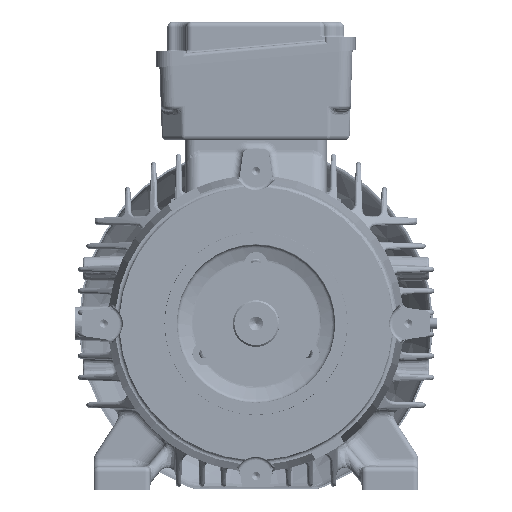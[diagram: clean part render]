
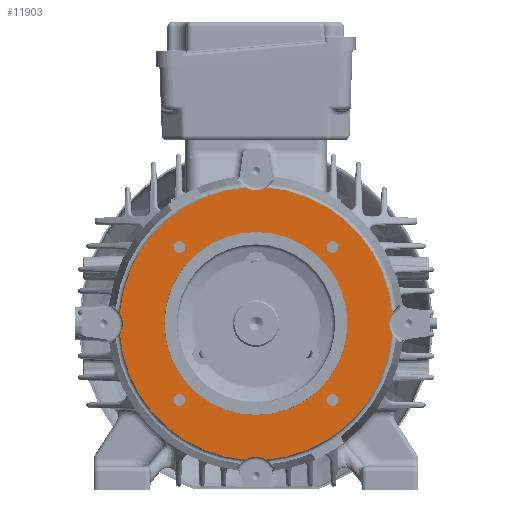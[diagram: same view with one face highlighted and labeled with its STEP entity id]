
A CAD part, left-side view. The second image highlights one B-rep face of the part: STEP entity #11903.
In plain terms, the highlighted planar face has unit normal (-1, 0, 0).
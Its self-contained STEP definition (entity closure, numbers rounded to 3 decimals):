
#11903 = ADVANCED_FACE( '', ( #25496, #25497, #25498, #25499, #25500, #25501 ), #25502, .T. );
#25496 = FACE_BOUND( '', #126298, .T. );
#25497 = FACE_BOUND( '', #126299, .T. );
#25498 = FACE_BOUND( '', #126300, .T. );
#25499 = FACE_BOUND( '', #126301, .T. );
#25500 = FACE_OUTER_BOUND( '', #126302, .T. );
#25501 = FACE_BOUND( '', #126303, .T. );
#25502 = PLANE( '', #126304 );
#126298 = EDGE_LOOP( '', ( #187328 ) );
#126299 = EDGE_LOOP( '', ( #187329 ) );
#126300 = EDGE_LOOP( '', ( #187330 ) );
#126301 = EDGE_LOOP( '', ( #187331 ) );
#126302 = EDGE_LOOP( '', ( #187332, #187333, #187334, #187335, #187336, #187337, #187338, #187339 ) );
#126303 = EDGE_LOOP( '', ( #187340 ) );
#126304 = AXIS2_PLACEMENT_3D( '', #187341, #187342, #187343 );
#187328 = ORIENTED_EDGE( '', *, *, #212378, .F. );
#187329 = ORIENTED_EDGE( '', *, *, #201167, .F. );
#187330 = ORIENTED_EDGE( '', *, *, #210583, .F. );
#187331 = ORIENTED_EDGE( '', *, *, #207802, .F. );
#187332 = ORIENTED_EDGE( '', *, *, #206767, .T. );
#187333 = ORIENTED_EDGE( '', *, *, #199339, .F. );
#187334 = ORIENTED_EDGE( '', *, *, #211608, .T. );
#187335 = ORIENTED_EDGE( '', *, *, #200168, .F. );
#187336 = ORIENTED_EDGE( '', *, *, #211842, .T. );
#187337 = ORIENTED_EDGE( '', *, *, #211814, .F. );
#187338 = ORIENTED_EDGE( '', *, *, #210135, .T. );
#187339 = ORIENTED_EDGE( '', *, *, #201619, .F. );
#187340 = ORIENTED_EDGE( '', *, *, #207192, .F. );
#187341 = CARTESIAN_POINT( '', ( -153.5, 0., 55. ) );
#187342 = DIRECTION( '', ( -1., 0., 0. ) );
#187343 = DIRECTION( '', ( 0., 0., -1. ) );
#199339 = EDGE_CURVE( '', #217297, #217299, #217300, .T. );
#200168 = EDGE_CURVE( '', #218723, #218725, #218726, .T. );
#201167 = EDGE_CURVE( '', #220388, #220388, #220389, .T. );
#201619 = EDGE_CURVE( '', #221130, #221132, #221133, .T. );
#206767 = EDGE_CURVE( '', #221130, #217299, #229022, .T. );
#207192 = EDGE_CURVE( '', #229615, #229615, #229616, .T. );
#207802 = EDGE_CURVE( '', #230452, #230452, #230453, .T. );
#210135 = EDGE_CURVE( '', #233463, #221132, #233464, .T. );
#210583 = EDGE_CURVE( '', #234004, #234004, #234005, .T. );
#211608 = EDGE_CURVE( '', #217297, #218725, #235232, .T. );
#211814 = EDGE_CURVE( '', #233463, #235463, #235464, .T. );
#211842 = EDGE_CURVE( '', #218723, #235463, #235495, .T. );
#212378 = EDGE_CURVE( '', #236104, #236104, #236105, .T. );
#217297 = VERTEX_POINT( '', #242733 );
#217299 = VERTEX_POINT( '', #242736 );
#217300 = CIRCLE( '', #242737, 11.5 );
#218723 = VERTEX_POINT( '', #247743 );
#218725 = VERTEX_POINT( '', #247746 );
#218726 = CIRCLE( '', #247747, 11.5 );
#220388 = VERTEX_POINT( '', #254880 );
#220389 = CIRCLE( '', #254881, 3.493 );
#221130 = VERTEX_POINT( '', #258036 );
#221132 = VERTEX_POINT( '', #258039 );
#221133 = CIRCLE( '', #258040, 11.5 );
#229022 = CIRCLE( '', #293053, 82. );
#229615 = VERTEX_POINT( '', #295448 );
#229616 = CIRCLE( '', #295449, 55. );
#230452 = VERTEX_POINT( '', #298263 );
#230453 = CIRCLE( '', #298264, 3.493 );
#233463 = VERTEX_POINT( '', #310163 );
#233464 = CIRCLE( '', #310164, 82. );
#234004 = VERTEX_POINT( '', #312018 );
#234005 = CIRCLE( '', #312019, 3.493 );
#235232 = CIRCLE( '', #316891, 82. );
#235463 = VERTEX_POINT( '', #318294 );
#235464 = CIRCLE( '', #318295, 11.5 );
#235495 = CIRCLE( '', #318360, 82. );
#236104 = VERTEX_POINT( '', #320506 );
#236105 = CIRCLE( '', #320507, 3.493 );
#242733 = CARTESIAN_POINT( '', ( -153.5, 81.77, -6.131 ) );
#242736 = CARTESIAN_POINT( '', ( -153.5, 81.77, 6.131 ) );
#242737 = AXIS2_PLACEMENT_3D( '', #329275, #329276, #329277 );
#247743 = CARTESIAN_POINT( '', ( -153.5, -6.131, -81.77 ) );
#247746 = CARTESIAN_POINT( '', ( -153.5, 6.131, -81.77 ) );
#247747 = AXIS2_PLACEMENT_3D( '', #330300, #330301, #330302 );
#254880 = CARTESIAN_POINT( '', ( -153.5, 45.962, -49.454 ) );
#254881 = AXIS2_PLACEMENT_3D( '', #331477, #331478, #331479 );
#258036 = CARTESIAN_POINT( '', ( -153.5, 6.131, 81.77 ) );
#258039 = CARTESIAN_POINT( '', ( -153.5, -6.131, 81.77 ) );
#258040 = AXIS2_PLACEMENT_3D( '', #332020, #332021, #332022 );
#293053 = AXIS2_PLACEMENT_3D( '', #338071, #338072, #338073 );
#295448 = CARTESIAN_POINT( '', ( -153.5, 0., -55. ) );
#295449 = AXIS2_PLACEMENT_3D( '', #338535, #338536, #338537 );
#298263 = CARTESIAN_POINT( '', ( -153.5, -45.962, 42.469 ) );
#298264 = AXIS2_PLACEMENT_3D( '', #339204, #339205, #339206 );
#310163 = CARTESIAN_POINT( '', ( -153.5, -81.77, 6.131 ) );
#310164 = AXIS2_PLACEMENT_3D( '', #341782, #341783, #341784 );
#312018 = CARTESIAN_POINT( '', ( -153.5, -45.962, -49.454 ) );
#312019 = AXIS2_PLACEMENT_3D( '', #342261, #342262, #342263 );
#316891 = AXIS2_PLACEMENT_3D( '', #343238, #343239, #343240 );
#318294 = CARTESIAN_POINT( '', ( -153.5, -81.77, -6.131 ) );
#318295 = AXIS2_PLACEMENT_3D( '', #343417, #343418, #343419 );
#318360 = AXIS2_PLACEMENT_3D( '', #343440, #343441, #343442 );
#320506 = CARTESIAN_POINT( '', ( -153.5, 45.962, 42.469 ) );
#320507 = AXIS2_PLACEMENT_3D( '', #343914, #343915, #343916 );
#329275 = CARTESIAN_POINT( '', ( -153.5, 91.5, 0. ) );
#329276 = DIRECTION( '', ( -1., 0., 0. ) );
#329277 = DIRECTION( '', ( 0., 0., -1. ) );
#330300 = CARTESIAN_POINT( '', ( -153.5, 0., -91.5 ) );
#330301 = DIRECTION( '', ( -1., 0., 0. ) );
#330302 = DIRECTION( '', ( 0., 0., -1. ) );
#331477 = CARTESIAN_POINT( '', ( -153.5, 45.962, -45.962 ) );
#331478 = DIRECTION( '', ( -1., 0., 0. ) );
#331479 = DIRECTION( '', ( 0., 0., -1. ) );
#332020 = CARTESIAN_POINT( '', ( -153.5, 0., 91.5 ) );
#332021 = DIRECTION( '', ( -1., 0., 0. ) );
#332022 = DIRECTION( '', ( 0., 0., -1. ) );
#338071 = CARTESIAN_POINT( '', ( -153.5, 0., 0. ) );
#338072 = DIRECTION( '', ( -1., 0., 0. ) );
#338073 = DIRECTION( '', ( 0., 0., -1. ) );
#338535 = CARTESIAN_POINT( '', ( -153.5, 0., 0. ) );
#338536 = DIRECTION( '', ( -1., 0., 0. ) );
#338537 = DIRECTION( '', ( 0., 0., -1. ) );
#339204 = CARTESIAN_POINT( '', ( -153.5, -45.962, 45.962 ) );
#339205 = DIRECTION( '', ( -1., 0., 0. ) );
#339206 = DIRECTION( '', ( 0., 0., -1. ) );
#341782 = CARTESIAN_POINT( '', ( -153.5, 0., 0. ) );
#341783 = DIRECTION( '', ( -1., 0., 0. ) );
#341784 = DIRECTION( '', ( 0., 0., -1. ) );
#342261 = CARTESIAN_POINT( '', ( -153.5, -45.962, -45.962 ) );
#342262 = DIRECTION( '', ( -1., 0., 0. ) );
#342263 = DIRECTION( '', ( 0., 0., -1. ) );
#343238 = CARTESIAN_POINT( '', ( -153.5, 0., 0. ) );
#343239 = DIRECTION( '', ( -1., 0., 0. ) );
#343240 = DIRECTION( '', ( 0., 0., -1. ) );
#343417 = CARTESIAN_POINT( '', ( -153.5, -91.5, 0. ) );
#343418 = DIRECTION( '', ( -1., 0., 0. ) );
#343419 = DIRECTION( '', ( 0., 0., -1. ) );
#343440 = CARTESIAN_POINT( '', ( -153.5, 0., 0. ) );
#343441 = DIRECTION( '', ( -1., 0., 0. ) );
#343442 = DIRECTION( '', ( 0., 0., -1. ) );
#343914 = CARTESIAN_POINT( '', ( -153.5, 45.962, 45.962 ) );
#343915 = DIRECTION( '', ( -1., 0., 0. ) );
#343916 = DIRECTION( '', ( 0., 0., -1. ) );
